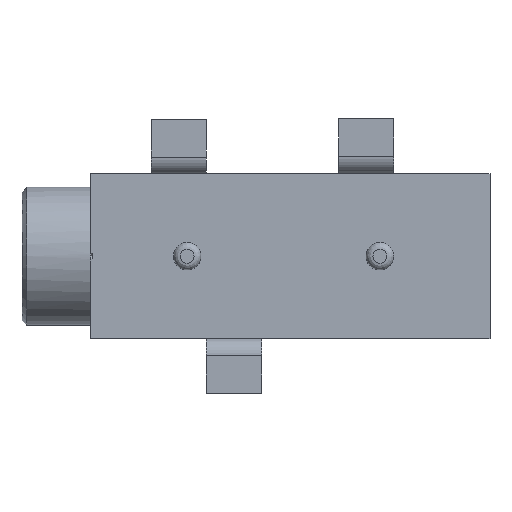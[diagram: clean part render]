
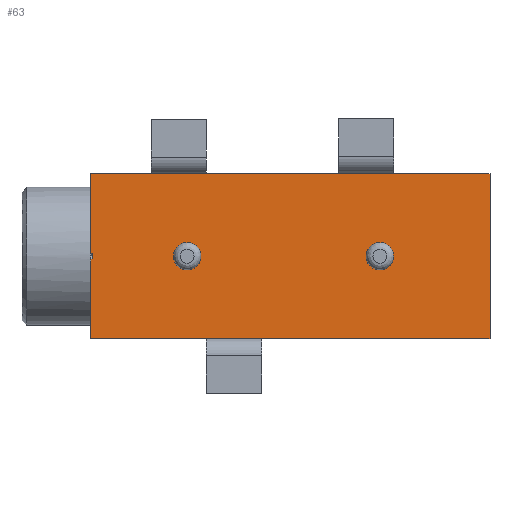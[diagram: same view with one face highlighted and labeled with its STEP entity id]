
A CAD part, front view. The second image highlights one B-rep face of the part: STEP entity #63.
In plain terms, the highlighted planar face has unit normal (0, -1, 0).
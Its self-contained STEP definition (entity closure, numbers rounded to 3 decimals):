
#63 = ADVANCED_FACE('',(#64,#130,#141),#152,.F.);
#64 = FACE_BOUND('',#65,.T.);
#65 = EDGE_LOOP('',(#66,#76,#84,#92,#100,#108,#116,#124));
#66 = ORIENTED_EDGE('',*,*,#67,.T.);
#67 = EDGE_CURVE('',#68,#70,#72,.T.);
#68 = VERTEX_POINT('',#69);
#69 = CARTESIAN_POINT('',(0.,0.,-3.));
#70 = VERTEX_POINT('',#71);
#71 = CARTESIAN_POINT('',(14.5,0.,-3.));
#72 = LINE('',#73,#74);
#73 = CARTESIAN_POINT('',(0.,0.,-3.));
#74 = VECTOR('',#75,1.);
#75 = DIRECTION('',(1.,0.,0.));
#76 = ORIENTED_EDGE('',*,*,#77,.F.);
#77 = EDGE_CURVE('',#78,#70,#80,.T.);
#78 = VERTEX_POINT('',#79);
#79 = CARTESIAN_POINT('',(14.5,0.,3.));
#80 = LINE('',#81,#82);
#81 = CARTESIAN_POINT('',(14.5,0.,3.));
#82 = VECTOR('',#83,1.);
#83 = DIRECTION('',(0.,0.,-1.));
#84 = ORIENTED_EDGE('',*,*,#85,.F.);
#85 = EDGE_CURVE('',#86,#78,#88,.T.);
#86 = VERTEX_POINT('',#87);
#87 = CARTESIAN_POINT('',(0.,0.,3.));
#88 = LINE('',#89,#90);
#89 = CARTESIAN_POINT('',(0.,0.,3.));
#90 = VECTOR('',#91,1.);
#91 = DIRECTION('',(1.,0.,0.));
#92 = ORIENTED_EDGE('',*,*,#93,.T.);
#93 = EDGE_CURVE('',#86,#94,#96,.T.);
#94 = VERTEX_POINT('',#95);
#95 = CARTESIAN_POINT('',(0.,0.,0.1));
#96 = LINE('',#97,#98);
#97 = CARTESIAN_POINT('',(0.,0.,3.));
#98 = VECTOR('',#99,1.);
#99 = DIRECTION('',(0.,0.,-1.));
#100 = ORIENTED_EDGE('',*,*,#101,.F.);
#101 = EDGE_CURVE('',#102,#94,#104,.T.);
#102 = VERTEX_POINT('',#103);
#103 = CARTESIAN_POINT('',(0.05,0.,0.1));
#104 = LINE('',#105,#106);
#105 = CARTESIAN_POINT('',(0.05,0.,0.1));
#106 = VECTOR('',#107,1.);
#107 = DIRECTION('',(-1.,0.,0.));
#108 = ORIENTED_EDGE('',*,*,#109,.F.);
#109 = EDGE_CURVE('',#110,#102,#112,.T.);
#110 = VERTEX_POINT('',#111);
#111 = CARTESIAN_POINT('',(0.05,0.,-0.1));
#112 = LINE('',#113,#114);
#113 = CARTESIAN_POINT('',(0.05,0.,0.1));
#114 = VECTOR('',#115,1.);
#115 = DIRECTION('',(0.,0.,1.));
#116 = ORIENTED_EDGE('',*,*,#117,.T.);
#117 = EDGE_CURVE('',#110,#118,#120,.T.);
#118 = VERTEX_POINT('',#119);
#119 = CARTESIAN_POINT('',(0.,0.,-0.1));
#120 = LINE('',#121,#122);
#121 = CARTESIAN_POINT('',(0.05,0.,-0.1));
#122 = VECTOR('',#123,1.);
#123 = DIRECTION('',(-1.,0.,0.));
#124 = ORIENTED_EDGE('',*,*,#125,.T.);
#125 = EDGE_CURVE('',#118,#68,#126,.T.);
#126 = LINE('',#127,#128);
#127 = CARTESIAN_POINT('',(0.,0.,3.));
#128 = VECTOR('',#129,1.);
#129 = DIRECTION('',(0.,0.,-1.));
#130 = FACE_BOUND('',#131,.T.);
#131 = EDGE_LOOP('',(#132));
#132 = ORIENTED_EDGE('',*,*,#133,.F.);
#133 = EDGE_CURVE('',#134,#134,#136,.T.);
#134 = VERTEX_POINT('',#135);
#135 = CARTESIAN_POINT('',(3.5,0.,-0.5));
#136 = CIRCLE('',#137,0.5);
#137 = AXIS2_PLACEMENT_3D('',#138,#139,#140);
#138 = CARTESIAN_POINT('',(3.5,0.,0.));
#139 = DIRECTION('',(0.,-1.,0.));
#140 = DIRECTION('',(0.,0.,1.));
#141 = FACE_BOUND('',#142,.T.);
#142 = EDGE_LOOP('',(#143));
#143 = ORIENTED_EDGE('',*,*,#144,.F.);
#144 = EDGE_CURVE('',#145,#145,#147,.T.);
#145 = VERTEX_POINT('',#146);
#146 = CARTESIAN_POINT('',(10.5,0.,-0.5));
#147 = CIRCLE('',#148,0.5);
#148 = AXIS2_PLACEMENT_3D('',#149,#150,#151);
#149 = CARTESIAN_POINT('',(10.5,0.,0.));
#150 = DIRECTION('',(0.,-1.,0.));
#151 = DIRECTION('',(0.,0.,1.));
#152 = PLANE('',#153);
#153 = AXIS2_PLACEMENT_3D('',#154,#155,#156);
#154 = CARTESIAN_POINT('',(0.,0.,3.));
#155 = DIRECTION('',(0.,1.,0.));
#156 = DIRECTION('',(1.,0.,0.));
